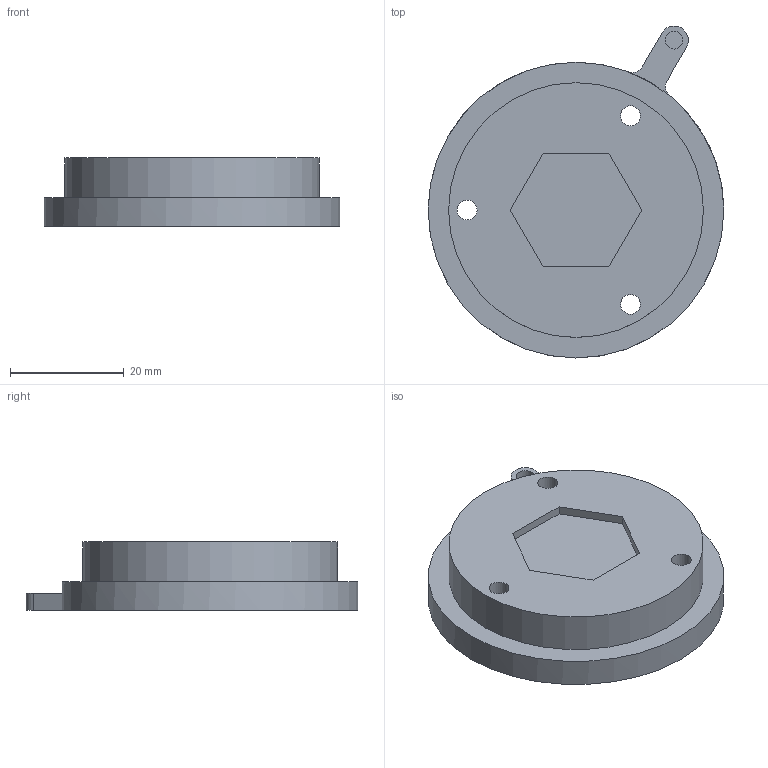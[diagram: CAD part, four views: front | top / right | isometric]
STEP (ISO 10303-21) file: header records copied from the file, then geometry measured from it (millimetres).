
FILE_DESCRIPTION(/* description */ (''),/* implementation_level */ '2;1');
FILE_NAME(/* name */ 'Planet Carrier 3.step',/* time_stamp */ '2025-04-02T16:20:59+02:00',/* author */ ('rocke'),/* organization */ (''),/* preprocessor_version */ 'ST-DEVELOPER v18.1',/* originating_system */ 'Autodesk Inventor 2021',/* authorisation */ '');
FILE_SCHEMA (('AUTOMOTIVE_DESIGN { 1 0 10303 214 3 1 1 }'));
Length unit declared in the file: millimetre
Products named in the file (1): Planet Carrier 3
Bounding box: 52 x 58.38 x 12 mm (x, y, z)
Volume: 20753.7 mm3; surface area: 6764.4 mm2
Topology: 1 solids, 1 shells, 44 faces, 113 edges, 77 vertices
Faces by surface type: plane 35, cylinder 9
Full cylindrical faces by diameter (mm): 3.1 x1, 3.5 x3, 44.8 x1, 52 x1
Entity records: 1395 total; most frequent: CARTESIAN_POINT 235, DIRECTION 228, ORIENTED_EDGE 226, EDGE_CURVE 113, LINE 88, VECTOR 88, VERTEX_POINT 77, AXIS2_PLACEMENT_3D 70
